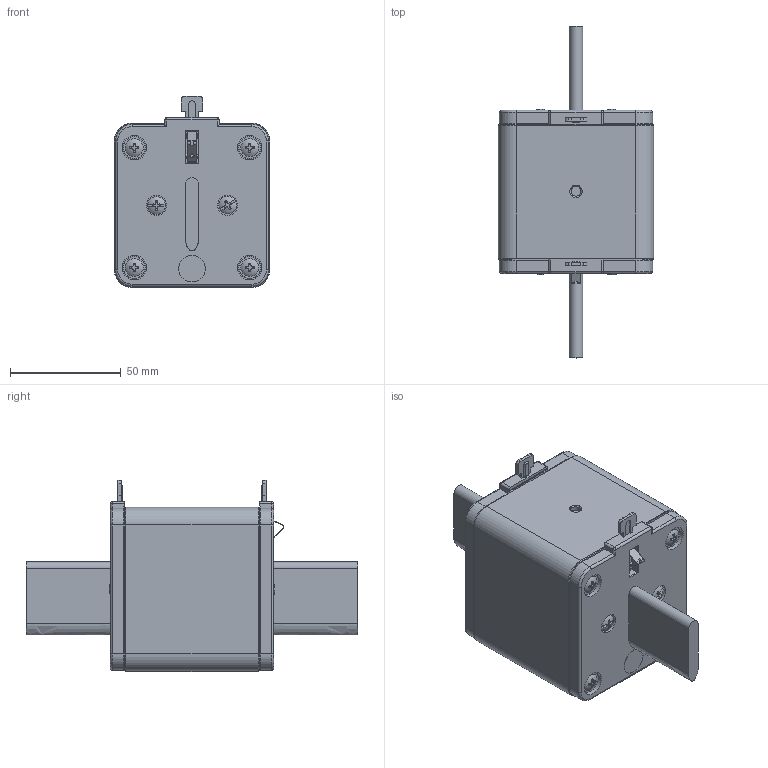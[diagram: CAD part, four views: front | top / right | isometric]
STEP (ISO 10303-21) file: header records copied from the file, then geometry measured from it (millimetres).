
FILE_DESCRIPTION(/* description */ (''),/* implementation_level */ '2;1');
FILE_NAME(/* name */ '1000410-A NH3 SGL.stp',/* time_stamp */ '2016-11-30T07:56:03+01:00',/* author */ (''),/* organization */ (''),/* preprocessor_version */ 'ST-DEVELOPER v16',/* originating_system */ 'SIEMENS PLM Software NX 10.0',/* authorisation */ '');
FILE_SCHEMA (('AUTOMOTIVE_DESIGN { 1 0 10303 214 3 1 1 1 }'));
Length unit declared in the file: millimetre
Products named in the file (1): dbou2C045E33efo3
Bounding box: 70 x 149.5 x 86.05 mm (x, y, z)
Volume: 373077.4 mm3; surface area: 56114.6 mm2
Topology: 1 solids, 17 shells, 1161 faces, 3080 edges, 2047 vertices
Faces by surface type: plane 722, cylinder 270, cone 96, torus 44, sphere 17, extrusion 8, bspline 4
Full cylindrical faces by diameter (mm): 0.2 x2, 0.3 x1, 2 x1, 2.9 x2, 3.5 x4, 3.838 x4, 4.2 x8, 4.3 x4, 4.45 x1, 4.5 x2, 5 x7, 5.5 x1, 6 x7, 7 x1, 8 x8, 9 x4, 10 x8, 11 x8, 12 x2
Entity records: 36404 total; most frequent: CARTESIAN_POINT 7798, DIRECTION 6013, ORIENTED_EDGE 5648, EDGE_CURVE 2824, AXIS2_PLACEMENT_3D 2183, VERTEX_POINT 1884, VECTOR 1647, LINE 1639
